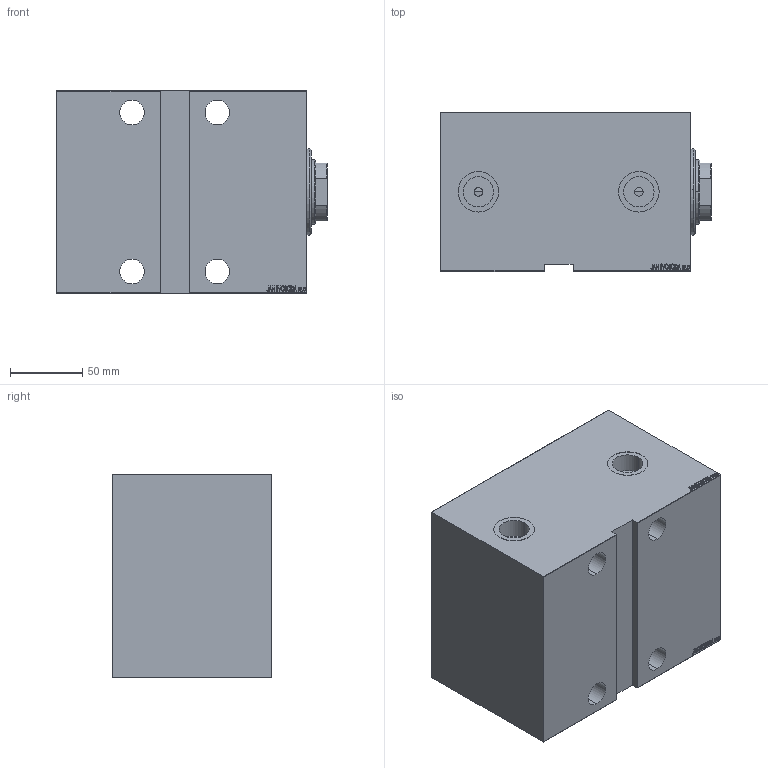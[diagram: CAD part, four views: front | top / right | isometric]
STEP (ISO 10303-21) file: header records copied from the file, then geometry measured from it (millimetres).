
FILE_DESCRIPTION (( 'STEP AP203' ), '1' );
FILE_NAME ('671b.STEP', '2024-02-13T08:36:08', ( '' ), ( '' ), 'SwSTEP 2.0', 'SolidWorks 2019', '' );
FILE_SCHEMA (( 'CONFIG_CONTROL_DESIGN' ));
Length unit declared in the file: millimetre
Products named in the file (5): V450CM_G_VCP 2af3746187e8c8639295e2e31a6bcb38; 671b; Zatka_OIL_PORT 2af3746187e8c8639295e2e31a6bcb38; V450CM_VC_G 2af3746187e8c8639295e2e31a6bcb38; V450CM_G_Body 2af3746187e8c8639295e2e31a6bcb38
Assembly tree (5 placements, depth 2):
  671b
    V450CM_G_Body 2af3746187e8c8639295e2e31a6bcb38
    V450CM_G_VCP 2af3746187e8c8639295e2e31a6bcb38
    V450CM_VC_G 2af3746187e8c8639295e2e31a6bcb38
    Zatka_OIL_PORT 2af3746187e8c8639295e2e31a6bcb38  x2
Bounding box: 187 x 110 x 140 mm (x, y, z)
Volume: 2216179 mm3; surface area: 244660.5 mm2
Topology: 5 solids, 5 shells, 891 faces, 2278 edges, 1505 vertices
Faces by surface type: plane 439, bspline 380, cylinder 54, cone 18
Entity records: 43833 total; most frequent: CARTESIAN_POINT 24585, ORIENTED_EDGE 4472, DIRECTION 2582, EDGE_CURVE 2236, VERTEX_POINT 1481, LINE 1346, VECTOR 1346, EDGE_LOOP 995
